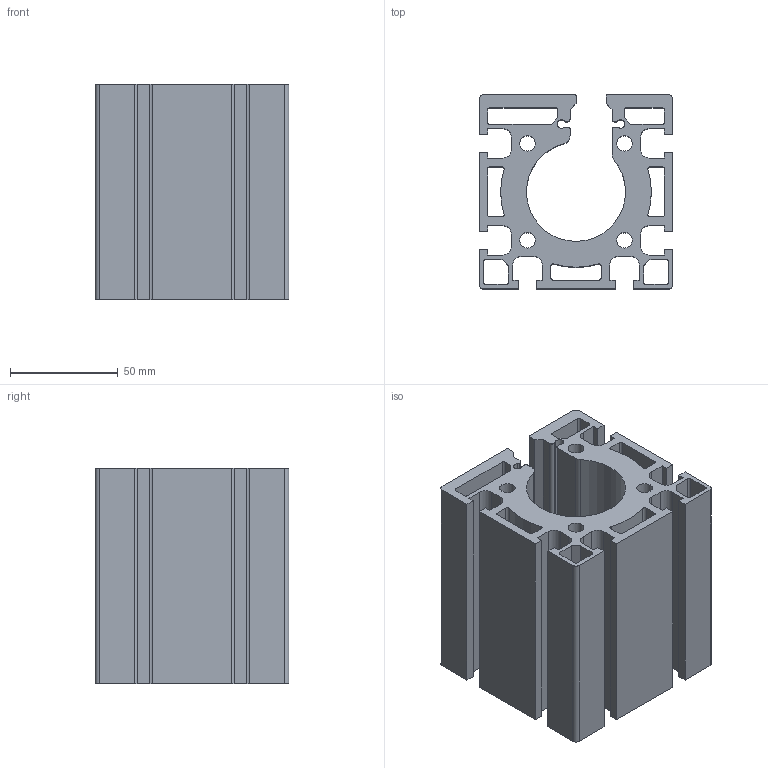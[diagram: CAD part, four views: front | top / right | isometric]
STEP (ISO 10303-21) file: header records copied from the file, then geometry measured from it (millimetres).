
FILE_DESCRIPTION((''),'2;1');
FILE_NAME('K_119090-100.stp','2013-02-18T10:54:37',('VeronikaF'),(''),'Autodesk Inventor 2011','Autodesk Inventor 2011','');
FILE_SCHEMA(('AUTOMOTIVE_DESIGN { 1 0 10303 214 1 1 1 1 }'));
Length unit declared in the file: millimetre
Products named in the file (1): K_119090-100
Bounding box: 90 x 90 x 100 mm (x, y, z)
Volume: 363258.5 mm3; surface area: 132321.8 mm2
Topology: 1 solids, 1 shells, 156 faces, 462 edges, 308 vertices
Faces by surface type: plane 96, cylinder 60
Full cylindrical faces by diameter (mm): 7.2 x4
Entity records: 5276 total; most frequent: CARTESIAN_POINT 923, ORIENTED_EDGE 916, DIRECTION 892, EDGE_CURVE 458, VECTOR 338, LINE 338, VERTEX_POINT 308, AXIS2_PLACEMENT_3D 277
